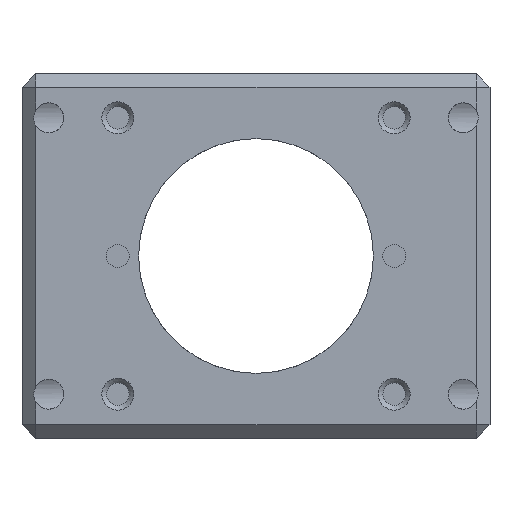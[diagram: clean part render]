
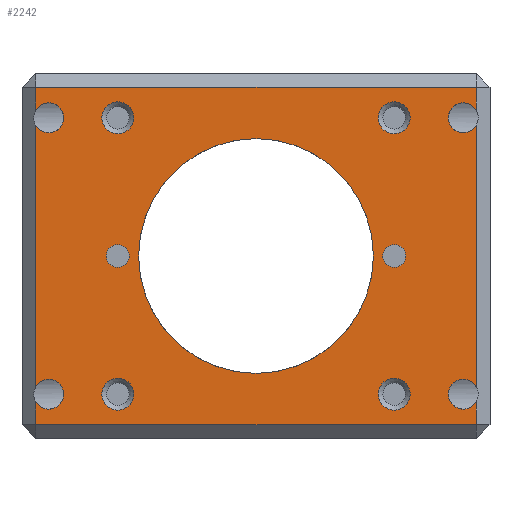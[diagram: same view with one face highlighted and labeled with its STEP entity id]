
A CAD part, left-side view. The second image highlights one B-rep face of the part: STEP entity #2242.
In plain terms, the highlighted planar face has unit normal (-1, 0, 0).
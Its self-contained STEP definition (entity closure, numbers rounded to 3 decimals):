
#51=FACE_BOUND('',#381,.T.);
#52=FACE_BOUND('',#382,.T.);
#53=FACE_BOUND('',#383,.T.);
#54=FACE_BOUND('',#384,.T.);
#55=FACE_BOUND('',#385,.T.);
#56=FACE_BOUND('',#386,.T.);
#57=FACE_BOUND('',#387,.T.);
#164=PLANE('',#2467);
#249=FACE_OUTER_BOUND('',#380,.T.);
#380=EDGE_LOOP('',(#1820,#1821,#1822,#1823,#1824,#1825,#1826,#1827,#1828,
#1829,#1830,#1831,#1832,#1833,#1834,#1835));
#381=EDGE_LOOP('',(#1836));
#382=EDGE_LOOP('',(#1837));
#383=EDGE_LOOP('',(#1838,#1839));
#384=EDGE_LOOP('',(#1840,#1841));
#385=EDGE_LOOP('',(#1842,#1843));
#386=EDGE_LOOP('',(#1844));
#387=EDGE_LOOP('',(#1845));
#483=LINE('',#3477,#617);
#487=LINE('',#3484,#621);
#488=LINE('',#3485,#622);
#489=LINE('',#3488,#623);
#493=LINE('',#3495,#627);
#494=LINE('',#3496,#628);
#558=LINE('',#4498,#692);
#559=LINE('',#4499,#693);
#617=VECTOR('',#2654,10.);
#621=VECTOR('',#2658,10.);
#622=VECTOR('',#2659,10.);
#623=VECTOR('',#2662,10.);
#627=VECTOR('',#2666,10.);
#628=VECTOR('',#2667,10.);
#692=VECTOR('',#2963,10.);
#693=VECTOR('',#2964,10.);
#753=CIRCLE('',#2336,1.621);
#754=CIRCLE('',#2337,1.621);
#755=CIRCLE('',#2340,1.621);
#756=CIRCLE('',#2341,1.621);
#757=CIRCLE('',#2344,1.621);
#758=CIRCLE('',#2345,1.621);
#759=CIRCLE('',#2348,1.621);
#760=CIRCLE('',#2349,1.621);
#828=CIRCLE('',#2464,1.73);
#831=CIRCLE('',#2468,1.73);
#832=CIRCLE('',#2469,1.73);
#833=CIRCLE('',#2470,12.74);
#834=CIRCLE('',#2471,12.74);
#835=CIRCLE('',#2472,1.25);
#836=CIRCLE('',#2473,1.25);
#837=CIRCLE('',#2474,1.25);
#838=CIRCLE('',#2475,1.25);
#839=CIRCLE('',#2476,1.73);
#900=VERTEX_POINT('',#3280);
#901=VERTEX_POINT('',#3281);
#902=VERTEX_POINT('',#3283);
#906=VERTEX_POINT('',#3329);
#907=VERTEX_POINT('',#3330);
#908=VERTEX_POINT('',#3332);
#912=VERTEX_POINT('',#3378);
#913=VERTEX_POINT('',#3379);
#914=VERTEX_POINT('',#3381);
#918=VERTEX_POINT('',#3427);
#919=VERTEX_POINT('',#3428);
#920=VERTEX_POINT('',#3430);
#924=VERTEX_POINT('',#3476);
#927=VERTEX_POINT('',#3482);
#928=VERTEX_POINT('',#3487);
#931=VERTEX_POINT('',#3493);
#1047=VERTEX_POINT('',#4490);
#1050=VERTEX_POINT('',#4500);
#1051=VERTEX_POINT('',#4502);
#1052=VERTEX_POINT('',#4504);
#1053=VERTEX_POINT('',#4505);
#1054=VERTEX_POINT('',#4508);
#1055=VERTEX_POINT('',#4509);
#1056=VERTEX_POINT('',#4512);
#1057=VERTEX_POINT('',#4513);
#1058=VERTEX_POINT('',#4516);
#1134=EDGE_CURVE('',#902,#900,#753,.T.);
#1139=EDGE_CURVE('',#901,#902,#754,.T.);
#1141=EDGE_CURVE('',#908,#906,#755,.T.);
#1146=EDGE_CURVE('',#907,#908,#756,.T.);
#1148=EDGE_CURVE('',#914,#912,#757,.T.);
#1153=EDGE_CURVE('',#913,#914,#758,.T.);
#1155=EDGE_CURVE('',#920,#918,#759,.T.);
#1160=EDGE_CURVE('',#919,#920,#760,.T.);
#1161=EDGE_CURVE('',#901,#924,#483,.T.);
#1165=EDGE_CURVE('',#927,#912,#487,.T.);
#1166=EDGE_CURVE('',#913,#900,#488,.T.);
#1167=EDGE_CURVE('',#907,#928,#489,.T.);
#1171=EDGE_CURVE('',#931,#918,#493,.T.);
#1172=EDGE_CURVE('',#919,#906,#494,.T.);
#1338=EDGE_CURVE('',#1047,#1047,#828,.T.);
#1342=EDGE_CURVE('',#928,#927,#558,.T.);
#1343=EDGE_CURVE('',#924,#931,#559,.T.);
#1344=EDGE_CURVE('',#1050,#1050,#831,.T.);
#1345=EDGE_CURVE('',#1051,#1051,#832,.T.);
#1346=EDGE_CURVE('',#1052,#1053,#833,.T.);
#1347=EDGE_CURVE('',#1053,#1052,#834,.T.);
#1348=EDGE_CURVE('',#1054,#1055,#835,.T.);
#1349=EDGE_CURVE('',#1055,#1054,#836,.T.);
#1350=EDGE_CURVE('',#1056,#1057,#837,.T.);
#1351=EDGE_CURVE('',#1057,#1056,#838,.T.);
#1352=EDGE_CURVE('',#1058,#1058,#839,.T.);
#1820=ORIENTED_EDGE('',*,*,#1139,.T.);
#1821=ORIENTED_EDGE('',*,*,#1134,.T.);
#1822=ORIENTED_EDGE('',*,*,#1166,.F.);
#1823=ORIENTED_EDGE('',*,*,#1153,.T.);
#1824=ORIENTED_EDGE('',*,*,#1148,.T.);
#1825=ORIENTED_EDGE('',*,*,#1165,.F.);
#1826=ORIENTED_EDGE('',*,*,#1342,.F.);
#1827=ORIENTED_EDGE('',*,*,#1167,.F.);
#1828=ORIENTED_EDGE('',*,*,#1146,.T.);
#1829=ORIENTED_EDGE('',*,*,#1141,.T.);
#1830=ORIENTED_EDGE('',*,*,#1172,.F.);
#1831=ORIENTED_EDGE('',*,*,#1160,.T.);
#1832=ORIENTED_EDGE('',*,*,#1155,.T.);
#1833=ORIENTED_EDGE('',*,*,#1171,.F.);
#1834=ORIENTED_EDGE('',*,*,#1343,.F.);
#1835=ORIENTED_EDGE('',*,*,#1161,.F.);
#1836=ORIENTED_EDGE('',*,*,#1344,.F.);
#1837=ORIENTED_EDGE('',*,*,#1345,.F.);
#1838=ORIENTED_EDGE('',*,*,#1346,.T.);
#1839=ORIENTED_EDGE('',*,*,#1347,.T.);
#1840=ORIENTED_EDGE('',*,*,#1348,.T.);
#1841=ORIENTED_EDGE('',*,*,#1349,.T.);
#1842=ORIENTED_EDGE('',*,*,#1350,.T.);
#1843=ORIENTED_EDGE('',*,*,#1351,.T.);
#1844=ORIENTED_EDGE('',*,*,#1352,.F.);
#1845=ORIENTED_EDGE('',*,*,#1338,.F.);
#2242=ADVANCED_FACE('',(#249,#51,#52,#53,#54,#55,#56,#57),#164,.T.);
#2336=AXIS2_PLACEMENT_3D('',#3284,#2620,#2621);
#2337=AXIS2_PLACEMENT_3D('',#3327,#2623,#2624);
#2340=AXIS2_PLACEMENT_3D('',#3333,#2629,#2630);
#2341=AXIS2_PLACEMENT_3D('',#3376,#2632,#2633);
#2344=AXIS2_PLACEMENT_3D('',#3382,#2638,#2639);
#2345=AXIS2_PLACEMENT_3D('',#3425,#2641,#2642);
#2348=AXIS2_PLACEMENT_3D('',#3431,#2647,#2648);
#2349=AXIS2_PLACEMENT_3D('',#3474,#2650,#2651);
#2464=AXIS2_PLACEMENT_3D('',#4491,#2954,#2955);
#2467=AXIS2_PLACEMENT_3D('',#4497,#2961,#2962);
#2468=AXIS2_PLACEMENT_3D('',#4501,#2965,#2966);
#2469=AXIS2_PLACEMENT_3D('',#4503,#2967,#2968);
#2470=AXIS2_PLACEMENT_3D('',#4506,#2969,#2970);
#2471=AXIS2_PLACEMENT_3D('',#4507,#2971,#2972);
#2472=AXIS2_PLACEMENT_3D('',#4510,#2973,#2974);
#2473=AXIS2_PLACEMENT_3D('',#4511,#2975,#2976);
#2474=AXIS2_PLACEMENT_3D('',#4514,#2977,#2978);
#2475=AXIS2_PLACEMENT_3D('',#4515,#2979,#2980);
#2476=AXIS2_PLACEMENT_3D('',#4517,#2981,#2982);
#2620=DIRECTION('center_axis',(1.,0.,0.));
#2621=DIRECTION('ref_axis',(0.,0.,1.));
#2623=DIRECTION('center_axis',(1.,0.,0.));
#2624=DIRECTION('ref_axis',(0.,0.,1.));
#2629=DIRECTION('center_axis',(1.,0.,0.));
#2630=DIRECTION('ref_axis',(0.,0.,1.));
#2632=DIRECTION('center_axis',(1.,0.,0.));
#2633=DIRECTION('ref_axis',(0.,0.,1.));
#2638=DIRECTION('center_axis',(1.,0.,0.));
#2639=DIRECTION('ref_axis',(0.,0.,1.));
#2641=DIRECTION('center_axis',(1.,0.,0.));
#2642=DIRECTION('ref_axis',(0.,0.,1.));
#2647=DIRECTION('center_axis',(1.,0.,0.));
#2648=DIRECTION('ref_axis',(0.,0.,1.));
#2650=DIRECTION('center_axis',(1.,0.,0.));
#2651=DIRECTION('ref_axis',(0.,0.,1.));
#2654=DIRECTION('',(0.,0.,1.));
#2658=DIRECTION('',(0.,0.,1.));
#2659=DIRECTION('',(0.,0.,1.));
#2662=DIRECTION('',(0.,0.,-1.));
#2666=DIRECTION('',(0.,0.,-1.));
#2667=DIRECTION('',(0.,0.,-1.));
#2954=DIRECTION('center_axis',(-1.,0.,0.));
#2955=DIRECTION('ref_axis',(0.,0.,-1.));
#2961=DIRECTION('center_axis',(-1.,0.,0.));
#2962=DIRECTION('ref_axis',(0.,-1.,0.));
#2963=DIRECTION('',(0.,1.,0.));
#2964=DIRECTION('',(0.,-1.,0.));
#2965=DIRECTION('center_axis',(-1.,0.,0.));
#2966=DIRECTION('ref_axis',(0.,0.,-1.));
#2967=DIRECTION('center_axis',(-1.,0.,0.));
#2968=DIRECTION('ref_axis',(0.,0.,-1.));
#2969=DIRECTION('center_axis',(1.,0.,0.));
#2970=DIRECTION('ref_axis',(0.,0.,1.));
#2971=DIRECTION('center_axis',(1.,0.,0.));
#2972=DIRECTION('ref_axis',(0.,0.,1.));
#2973=DIRECTION('center_axis',(1.,0.,0.));
#2974=DIRECTION('ref_axis',(0.,0.,1.));
#2975=DIRECTION('center_axis',(1.,0.,0.));
#2976=DIRECTION('ref_axis',(0.,0.,1.));
#2977=DIRECTION('center_axis',(1.,0.,0.));
#2978=DIRECTION('ref_axis',(0.,0.,1.));
#2979=DIRECTION('center_axis',(1.,0.,0.));
#2980=DIRECTION('ref_axis',(0.,0.,1.));
#2981=DIRECTION('center_axis',(-1.,0.,0.));
#2982=DIRECTION('ref_axis',(0.,0.,-1.));
#3280=CARTESIAN_POINT('',(-25.4,23.9,33.983));
#3281=CARTESIAN_POINT('',(-25.4,23.9,35.617));
#3283=CARTESIAN_POINT('',(-25.4,22.5,33.179));
#3284=CARTESIAN_POINT('Origin',(-25.4,22.5,34.8));
#3327=CARTESIAN_POINT('Origin',(-25.4,22.5,34.8));
#3329=CARTESIAN_POINT('',(-25.4,-23.9,5.617));
#3330=CARTESIAN_POINT('',(-25.4,-23.9,3.983));
#3332=CARTESIAN_POINT('',(-25.4,-22.5,3.179));
#3333=CARTESIAN_POINT('Origin',(-25.4,-22.5,4.8));
#3376=CARTESIAN_POINT('Origin',(-25.4,-22.5,4.8));
#3378=CARTESIAN_POINT('',(-25.4,23.9,3.983));
#3379=CARTESIAN_POINT('',(-25.4,23.9,5.617));
#3381=CARTESIAN_POINT('',(-25.4,22.5,3.179));
#3382=CARTESIAN_POINT('Origin',(-25.4,22.5,4.8));
#3425=CARTESIAN_POINT('Origin',(-25.4,22.5,4.8));
#3427=CARTESIAN_POINT('',(-25.4,-23.9,35.617));
#3428=CARTESIAN_POINT('',(-25.4,-23.9,33.983));
#3430=CARTESIAN_POINT('',(-25.4,-22.5,33.179));
#3431=CARTESIAN_POINT('Origin',(-25.4,-22.5,34.8));
#3474=CARTESIAN_POINT('Origin',(-25.4,-22.5,34.8));
#3476=CARTESIAN_POINT('',(-25.4,23.9,38.1));
#3477=CARTESIAN_POINT('',(-25.4,23.9,0.));
#3482=CARTESIAN_POINT('',(-25.4,23.9,1.5));
#3484=CARTESIAN_POINT('',(-25.4,23.9,0.));
#3485=CARTESIAN_POINT('',(-25.4,23.9,0.));
#3487=CARTESIAN_POINT('',(-25.4,-23.9,1.5));
#3488=CARTESIAN_POINT('',(-25.4,-23.9,0.));
#3493=CARTESIAN_POINT('',(-25.4,-23.9,38.1));
#3495=CARTESIAN_POINT('',(-25.4,-23.9,0.));
#3496=CARTESIAN_POINT('',(-25.4,-23.9,0.));
#4490=CARTESIAN_POINT('',(-25.4,15.,6.53));
#4491=CARTESIAN_POINT('Origin',(-25.4,15.,4.8));
#4497=CARTESIAN_POINT('Origin',(-25.4,25.4,0.));
#4498=CARTESIAN_POINT('',(-25.4,12.7,1.5));
#4499=CARTESIAN_POINT('',(-25.4,12.7,38.1));
#4500=CARTESIAN_POINT('',(-25.4,-15.,6.53));
#4501=CARTESIAN_POINT('Origin',(-25.4,-15.,4.8));
#4502=CARTESIAN_POINT('',(-25.4,15.,36.53));
#4503=CARTESIAN_POINT('Origin',(-25.4,15.,34.8));
#4504=CARTESIAN_POINT('',(-25.4,0.,32.54));
#4505=CARTESIAN_POINT('',(-25.4,0.,7.06));
#4506=CARTESIAN_POINT('Origin',(-25.4,0.,19.8));
#4507=CARTESIAN_POINT('Origin',(-25.4,0.,19.8));
#4508=CARTESIAN_POINT('',(-25.4,-15.,21.05));
#4509=CARTESIAN_POINT('',(-25.4,-15.,18.55));
#4510=CARTESIAN_POINT('Origin',(-25.4,-15.,19.8));
#4511=CARTESIAN_POINT('Origin',(-25.4,-15.,19.8));
#4512=CARTESIAN_POINT('',(-25.4,15.,21.05));
#4513=CARTESIAN_POINT('',(-25.4,15.,18.55));
#4514=CARTESIAN_POINT('Origin',(-25.4,15.,19.8));
#4515=CARTESIAN_POINT('Origin',(-25.4,15.,19.8));
#4516=CARTESIAN_POINT('',(-25.4,-15.,36.53));
#4517=CARTESIAN_POINT('Origin',(-25.4,-15.,34.8));
